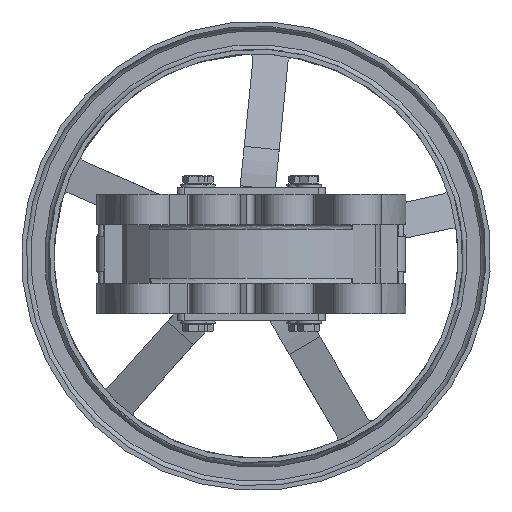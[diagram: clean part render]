
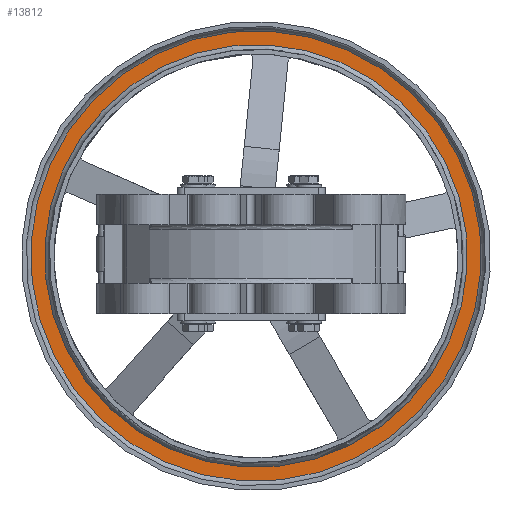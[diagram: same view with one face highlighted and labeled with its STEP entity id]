
A CAD part, front view. The second image highlights one B-rep face of the part: STEP entity #13812.
In plain terms, the highlighted planar face has unit normal (0, -1, 0).
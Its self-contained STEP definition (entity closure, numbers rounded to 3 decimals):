
#447=FACE_BOUND('',#2285,.T.);
#747=PLANE('',#15200);
#1455=FACE_OUTER_BOUND('',#2284,.T.);
#2284=EDGE_LOOP('',(#11703));
#2285=EDGE_LOOP('',(#11704));
#2948=CIRCLE('',#15135,90.123);
#2980=CIRCLE('',#15199,96.061);
#6295=VERTEX_POINT('',#25204);
#6349=VERTEX_POINT('',#25402);
#8086=EDGE_CURVE('',#6295,#6295,#2948,.T.);
#8175=EDGE_CURVE('',#6349,#6349,#2980,.F.);
#11703=ORIENTED_EDGE('',*,*,#8175,.F.);
#11704=ORIENTED_EDGE('',*,*,#8086,.T.);
#13812=ADVANCED_FACE('',(#1455,#447),#747,.F.);
#15135=AXIS2_PLACEMENT_3D('',#25205,#18394,#18395);
#15199=AXIS2_PLACEMENT_3D('',#25404,#18573,#18574);
#15200=AXIS2_PLACEMENT_3D('',#25405,#18575,#18576);
#18394=DIRECTION('center_axis',(0.,1.,0.));
#18395=DIRECTION('ref_axis',(0.,0.,1.));
#18573=DIRECTION('center_axis',(0.,-1.,0.));
#18574=DIRECTION('ref_axis',(0.,0.,1.));
#18575=DIRECTION('center_axis',(0.,1.,0.));
#18576=DIRECTION('ref_axis',(0.,0.,1.));
#25204=CARTESIAN_POINT('',(0.,27.522,-87.844));
#25205=CARTESIAN_POINT('Origin',(0.,27.522,2.28));
#25402=CARTESIAN_POINT('',(0.,27.522,-93.782));
#25404=CARTESIAN_POINT('Origin',(0.,27.522,2.28));
#25405=CARTESIAN_POINT('Origin',(0.,27.522,-87.233));
